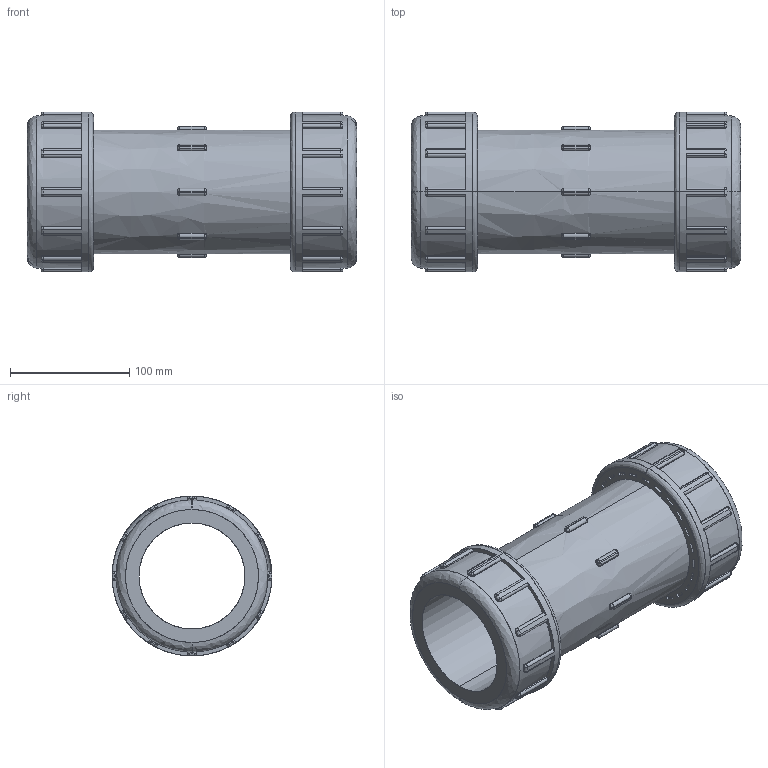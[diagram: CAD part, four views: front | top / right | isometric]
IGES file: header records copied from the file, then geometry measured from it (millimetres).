
Start section: SolidWorks IGES file using analytic representation for surfaces
Global section: file name: VP210 80A.IGS; native system: SolidWorks 2017; preprocessor: SolidWorks 2017; author: D1712-001!; date: 200420.181140; units: millimetre
Bounding box: 276 x 134 x 134 mm (x, y, z)
Surface area: 205865.2 mm2 (no closed solid volume)
Topology: 0 solids, 0 shells, 708 faces, 5908 edges, 5860 vertices
Faces by surface type: revolution 438, bspline 270
